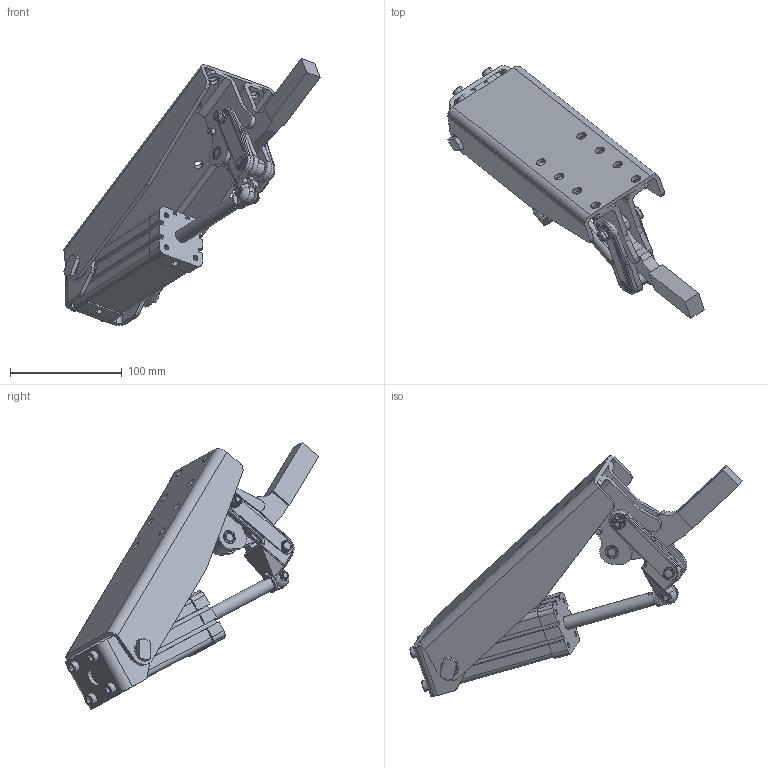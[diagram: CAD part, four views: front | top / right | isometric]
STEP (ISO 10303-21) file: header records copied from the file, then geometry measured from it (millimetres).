
FILE_DESCRIPTION((''),'2;1');
FILE_NAME('763.L.stp','2005-09-28T12:24:04',('CAD'),(''),'Autodesk Inventor 8','Autodesk Inventor 8','');
FILE_SCHEMA(('AUTOMOTIVE_DESIGN { 1 0 10303 214 1 1 1 1 }'));
Length unit declared in the file: millimetre
Products named in the file (1): Part1
Bounding box: 229.54 x 226.63 x 238.89 mm (x, y, z)
Volume: 552148.1 mm3; surface area: 170777.1 mm2
Topology: 1 solids, 24 shells, 2798 faces, 7854 edges, 5082 vertices
Faces by surface type: plane 1635, cylinder 722, bspline 235, cone 176, torus 20, sphere 10
Entity records: 92524 total; most frequent: CARTESIAN_POINT 23826, ORIENTED_EDGE 15656, DIRECTION 13828, EDGE_CURVE 7828, AXIS2_PLACEMENT_3D 5087, VERTEX_POINT 5082, VECTOR 3654, LINE 3654
